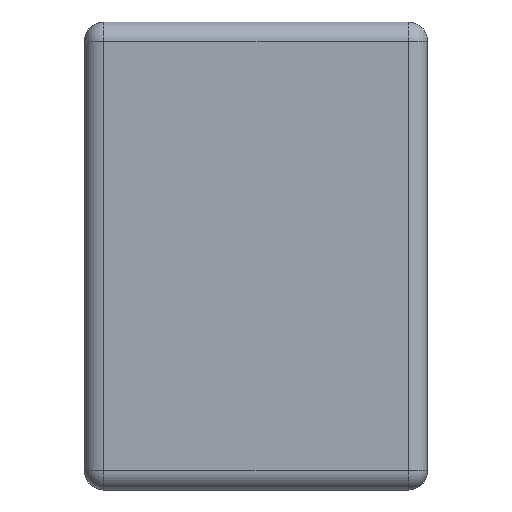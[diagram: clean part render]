
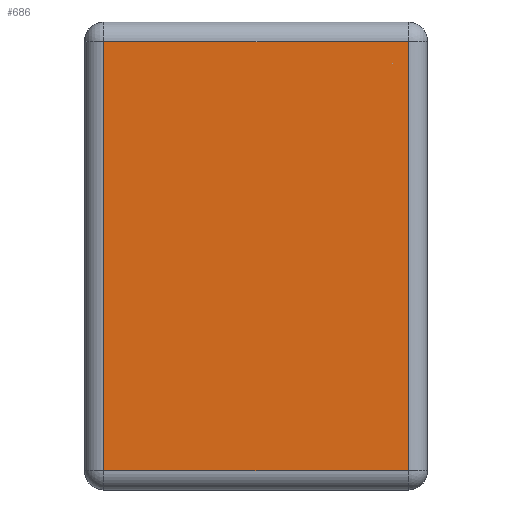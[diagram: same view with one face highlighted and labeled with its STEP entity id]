
A CAD part, left-side view. The second image highlights one B-rep face of the part: STEP entity #686.
In plain terms, the highlighted planar face has unit normal (-1, 0, 0).
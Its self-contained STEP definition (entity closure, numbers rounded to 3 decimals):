
#146 = DIRECTION ( 'NONE',  ( 0., 0., 1. ) ) ;
#147 = VECTOR ( 'NONE', #146, 1000. ) ;
#148 = CARTESIAN_POINT ( 'NONE',  ( -1., 0.05, 0.6 ) ) ;
#149 = LINE ( 'NONE', #148, #147 ) ;
#151 = CARTESIAN_POINT ( 'NONE',  ( -1., 0.05, -0.55 ) ) ;
#152 = DIRECTION ( 'NONE',  ( 0., -1., 0. ) ) ;
#153 = VECTOR ( 'NONE', #152, 1000. ) ;
#154 = CARTESIAN_POINT ( 'NONE',  ( -1., 0.88, -0.55 ) ) ;
#155 = LINE ( 'NONE', #154, #153 ) ;
#156 = CARTESIAN_POINT ( 'NONE',  ( -1., 0.83, -0.55 ) ) ;
#157 = DIRECTION ( 'NONE',  ( 0., 0., -1. ) ) ;
#158 = VECTOR ( 'NONE', #157, 1000. ) ;
#159 = CARTESIAN_POINT ( 'NONE',  ( -1., 0.83, 0.6 ) ) ;
#160 = LINE ( 'NONE', #159, #158 ) ;
#161 = CARTESIAN_POINT ( 'NONE',  ( -1., 0.83, 0.55 ) ) ;
#162 = CARTESIAN_POINT ( 'NONE',  ( -1., 0.05, 0.55 ) ) ;
#686 = ADVANCED_FACE ( 'NONE', ( #1602 ), #1641, .F. ) ;
#687 = EDGE_LOOP ( 'NONE', ( #688, #745, #748, #751 ) ) ;
#688 = ORIENTED_EDGE ( 'NONE', *, *, #689, .T. ) ;
#689 = EDGE_CURVE ( 'NONE', #743, #744, #1636, .T. ) ;
#743 = VERTEX_POINT ( 'NONE', #162 ) ;
#744 = VERTEX_POINT ( 'NONE', #161 ) ;
#745 = ORIENTED_EDGE ( 'NONE', *, *, #746, .T. ) ;
#746 = EDGE_CURVE ( 'NONE', #744, #747, #160, .T. ) ;
#747 = VERTEX_POINT ( 'NONE', #156 ) ;
#748 = ORIENTED_EDGE ( 'NONE', *, *, #749, .T. ) ;
#749 = EDGE_CURVE ( 'NONE', #747, #750, #155, .T. ) ;
#750 = VERTEX_POINT ( 'NONE', #151 ) ;
#751 = ORIENTED_EDGE ( 'NONE', *, *, #752, .T. ) ;
#752 = EDGE_CURVE ( 'NONE', #750, #743, #149, .T. ) ;
#1602 = FACE_OUTER_BOUND ( 'NONE', #687, .T. ) ;
#1633 = DIRECTION ( 'NONE',  ( 0., 1., 0. ) ) ;
#1634 = VECTOR ( 'NONE', #1633, 1000. ) ;
#1635 = CARTESIAN_POINT ( 'NONE',  ( -1., 0.88, 0.55 ) ) ;
#1636 = LINE ( 'NONE', #1635, #1634 ) ;
#1637 = DIRECTION ( 'NONE',  ( 0., 0., -1. ) ) ;
#1638 = DIRECTION ( 'NONE',  ( 1., 0., 0. ) ) ;
#1639 = CARTESIAN_POINT ( 'NONE',  ( -1., 0.88, 0.6 ) ) ;
#1640 = AXIS2_PLACEMENT_3D ( 'NONE', #1639, #1638, #1637 ) ;
#1641 = PLANE ( 'NONE',  #1640 ) ;
